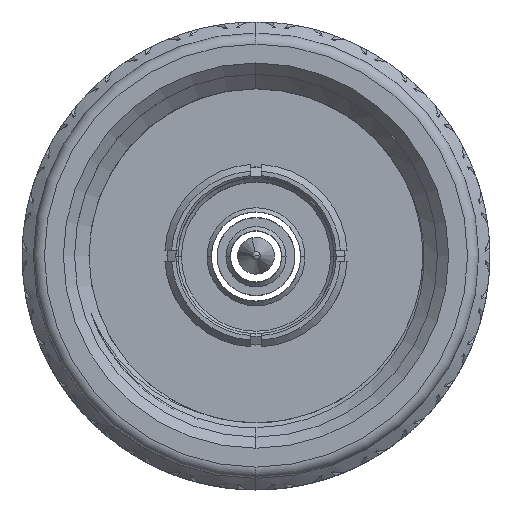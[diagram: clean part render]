
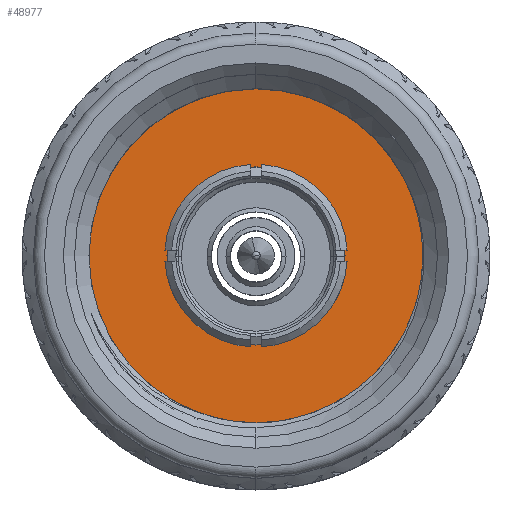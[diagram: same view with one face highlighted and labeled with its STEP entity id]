
A CAD part, top view. The second image highlights one B-rep face of the part: STEP entity #48977.
In plain terms, the highlighted planar face has unit normal (0, 0, 1).
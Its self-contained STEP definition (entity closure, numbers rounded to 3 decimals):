
#2027 = DIRECTION ( 'NONE',  ( -1., 0., 0. ) ) ;
#2722 = EDGE_LOOP ( 'NONE', ( #121068, #109700 ) ) ;
#4945 = AXIS2_PLACEMENT_3D ( 'NONE', #30221, #86136, #2027 ) ;
#5073 = VERTEX_POINT ( 'NONE', #63262 ) ;
#7183 = CARTESIAN_POINT ( 'NONE',  ( -7.85, 0., 11.5 ) ) ;
#14635 = DIRECTION ( 'NONE',  ( 0., 0., -1. ) ) ;
#17244 = DIRECTION ( 'NONE',  ( 0., 0., -1. ) ) ;
#17915 = FACE_OUTER_BOUND ( 'NONE', #2722, .T. ) ;
#25639 = DIRECTION ( 'NONE',  ( -1., 0., 0. ) ) ;
#28819 = EDGE_CURVE ( 'NONE', #5073, #102773, #48832, .T. ) ;
#29519 = DIRECTION ( 'NONE',  ( -1., 0., 0. ) ) ;
#30221 = CARTESIAN_POINT ( 'NONE',  ( 0., 0., 11.5 ) ) ;
#30740 = AXIS2_PLACEMENT_3D ( 'NONE', #54081, #17244, #90950 ) ;
#31452 = AXIS2_PLACEMENT_3D ( 'NONE', #59188, #68971, #115767 ) ;
#38758 = CARTESIAN_POINT ( 'NONE',  ( 0., 0., 11.5 ) ) ;
#39034 = CARTESIAN_POINT ( 'NONE',  ( 7.85, 0., 11.5 ) ) ;
#39383 = CARTESIAN_POINT ( 'NONE',  ( 4., 0., 11.5 ) ) ;
#42910 = VERTEX_POINT ( 'NONE', #39034 ) ;
#46179 = FACE_BOUND ( 'NONE', #117784, .T. ) ;
#48832 = CIRCLE ( 'NONE', #68416, 4. ) ;
#48977 = ADVANCED_FACE ( 'NONE', ( #17915, #46179 ), #56562, .F. ) ;
#52314 = CIRCLE ( 'NONE', #30740, 7.85 ) ;
#52571 = ORIENTED_EDGE ( 'NONE', *, *, #28819, .T. ) ;
#54081 = CARTESIAN_POINT ( 'NONE',  ( 0., 0., 11.5 ) ) ;
#56562 = PLANE ( 'NONE',  #70615 ) ;
#59188 = CARTESIAN_POINT ( 'NONE',  ( 0., 0., 11.5 ) ) ;
#63262 = CARTESIAN_POINT ( 'NONE',  ( -4., 0., 11.5 ) ) ;
#68416 = AXIS2_PLACEMENT_3D ( 'NONE', #118495, #14635, #25639 ) ;
#68971 = DIRECTION ( 'NONE',  ( 0., 0., -1. ) ) ;
#70615 = AXIS2_PLACEMENT_3D ( 'NONE', #38758, #83620, #29519 ) ;
#73572 = CIRCLE ( 'NONE', #4945, 4. ) ;
#79661 = EDGE_CURVE ( 'NONE', #102773, #5073, #73572, .T. ) ;
#83620 = DIRECTION ( 'NONE',  ( 0., 0., -1. ) ) ;
#84426 = CIRCLE ( 'NONE', #31452, 7.85 ) ;
#86136 = DIRECTION ( 'NONE',  ( 0., 0., -1. ) ) ;
#89060 = ORIENTED_EDGE ( 'NONE', *, *, #79661, .T. ) ;
#90950 = DIRECTION ( 'NONE',  ( -1., 0., 0. ) ) ;
#102773 = VERTEX_POINT ( 'NONE', #39383 ) ;
#109700 = ORIENTED_EDGE ( 'NONE', *, *, #117833, .F. ) ;
#111313 = EDGE_CURVE ( 'NONE', #112359, #42910, #84426, .T. ) ;
#112359 = VERTEX_POINT ( 'NONE', #7183 ) ;
#115767 = DIRECTION ( 'NONE',  ( -1., 0., 0. ) ) ;
#117784 = EDGE_LOOP ( 'NONE', ( #52571, #89060 ) ) ;
#117833 = EDGE_CURVE ( 'NONE', #42910, #112359, #52314, .T. ) ;
#118495 = CARTESIAN_POINT ( 'NONE',  ( 0., 0., 11.5 ) ) ;
#121068 = ORIENTED_EDGE ( 'NONE', *, *, #111313, .F. ) ;
